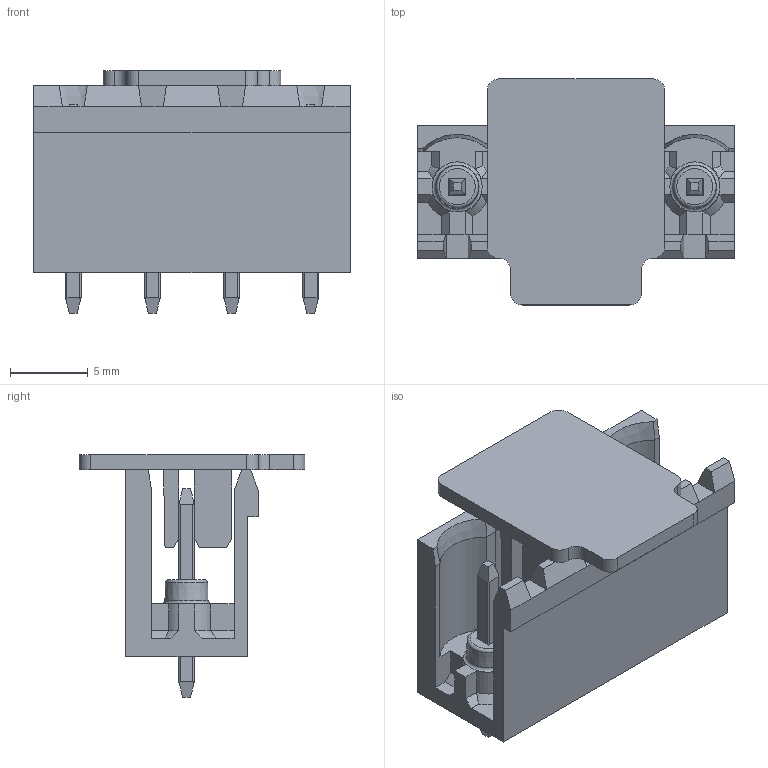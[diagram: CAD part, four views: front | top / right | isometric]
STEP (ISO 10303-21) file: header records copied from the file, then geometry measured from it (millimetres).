
FILE_DESCRIPTION(/* description */ ('Unknown'),/* implementation_level */ '2;1');
FILE_NAME(/* name */ '691701500004B',/* time_stamp */ '2023-12-13T14:53:36+01:00',/* author */ ('Unknown'),/* organization */ ('Unknown'),/* preprocessor_version */ 'ST-DEVELOPER v18.102',/* originating_system */ 'Solid Edge',/* authorisation */ 'Unknown');
FILE_SCHEMA (('AUTOMOTIVE_DESIGN {1 0 10303 214 3 1 1}'));
Length unit declared in the file: millimetre
Products named in the file (4): 6917015000xxB; 691701500004B; 6917015000xxB_PIN; 6917015000xxB_Cap
Assembly tree (6 placements, depth 2):
  6917015000xxB
    691701500004B
    6917015000xxB_PIN  x4
    6917015000xxB_Cap
Bounding box: 20.32 x 14.5 x 15.58 mm (x, y, z)
Volume: 1042.8 mm3; surface area: 2457.9 mm2
Topology: 6 solids, 6 shells, 363 faces, 968 edges, 624 vertices
Faces by surface type: plane 283, cylinder 44, cone 24, torus 8, sphere 4
Entity records: 9432 total; most frequent: CARTESIAN_POINT 1748, ORIENTED_EDGE 1592, DIRECTION 1500, EDGE_CURVE 796, LINE 644, VECTOR 644, VERTEX_POINT 516, AXIS2_PLACEMENT_3D 428
